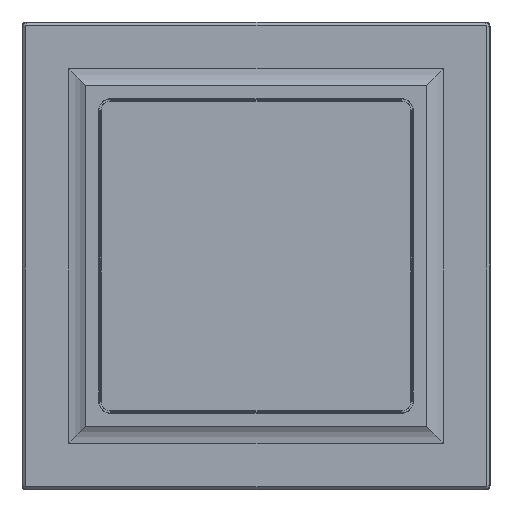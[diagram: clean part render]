
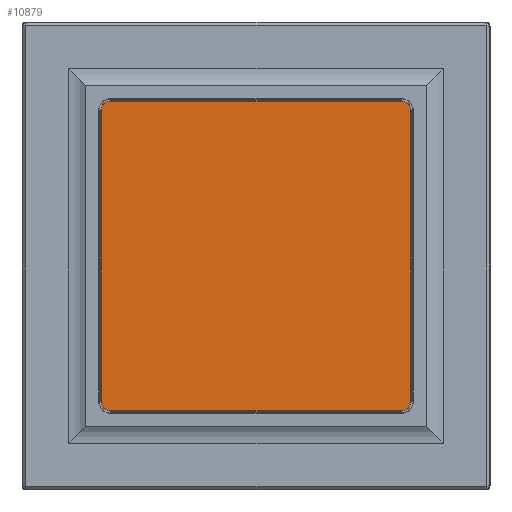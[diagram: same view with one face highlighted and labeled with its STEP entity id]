
A CAD part, top view. The second image highlights one B-rep face of the part: STEP entity #10879.
In plain terms, the highlighted planar face has unit normal (0, 0, 1).
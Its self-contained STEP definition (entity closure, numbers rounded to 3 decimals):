
#395 = CARTESIAN_POINT ( 'NONE',  ( 15.101, 68.1, 1.499 ) ) ;
#422 = LINE ( 'NONE', #2139, #9689 ) ;
#563 = DIRECTION ( 'NONE',  ( 0., 0., 1. ) ) ;
#795 = DIRECTION ( 'NONE',  ( 1., 0., 0. ) ) ;
#1326 = ORIENTED_EDGE ( 'NONE', *, *, #8417, .T. ) ;
#1655 = ORIENTED_EDGE ( 'NONE', *, *, #14710, .T. ) ;
#1783 = PLANE ( 'NONE',  #7519 ) ;
#1925 = AXIS2_PLACEMENT_3D ( 'NONE', #14927, #12864, #18227 ) ;
#2108 = CARTESIAN_POINT ( 'NONE',  ( 69.051, 68.1, 1.499 ) ) ;
#2139 = CARTESIAN_POINT ( 'NONE',  ( 15.101, 69.85, 1.499 ) ) ;
#2159 = CARTESIAN_POINT ( 'NONE',  ( 13.351, 68.1, 1.499 ) ) ;
#2273 = CIRCLE ( 'NONE', #18986, 1.75 ) ;
#2359 = DIRECTION ( 'NONE',  ( -1., 0., 0. ) ) ;
#2673 = EDGE_CURVE ( 'NONE', #6515, #3943, #9034, .T. ) ;
#2888 = CARTESIAN_POINT ( 'NONE',  ( 15.101, 69.85, 1.499 ) ) ;
#3234 = EDGE_CURVE ( 'NONE', #12446, #5488, #18847, .T. ) ;
#3254 = CARTESIAN_POINT ( 'NONE',  ( 69.051, 68.1, 1.499 ) ) ;
#3943 = VERTEX_POINT ( 'NONE', #22496 ) ;
#4040 = CARTESIAN_POINT ( 'NONE',  ( 15.101, 14.15, 1.499 ) ) ;
#5154 = CIRCLE ( 'NONE', #12040, 1.75 ) ;
#5488 = VERTEX_POINT ( 'NONE', #2108 ) ;
#5643 = DIRECTION ( 'NONE',  ( 0., 0., 1. ) ) ;
#6437 = ORIENTED_EDGE ( 'NONE', *, *, #3234, .T. ) ;
#6515 = VERTEX_POINT ( 'NONE', #2159 ) ;
#6548 = CARTESIAN_POINT ( 'NONE',  ( 67.301, 68.1, 1.499 ) ) ;
#7040 = VECTOR ( 'NONE', #10756, 1000. ) ;
#7069 = EDGE_CURVE ( 'NONE', #5488, #13552, #5154, .T. ) ;
#7269 = LINE ( 'NONE', #7375, #12978 ) ;
#7329 = ORIENTED_EDGE ( 'NONE', *, *, #8819, .T. ) ;
#7375 = CARTESIAN_POINT ( 'NONE',  ( 67.301, 14.15, 1.499 ) ) ;
#7519 = AXIS2_PLACEMENT_3D ( 'NONE', #15887, #18957, #12458 ) ;
#7603 = CARTESIAN_POINT ( 'NONE',  ( 69.051, 15.9, 1.499 ) ) ;
#8029 = EDGE_CURVE ( 'NONE', #12994, #6515, #2273, .T. ) ;
#8365 = DIRECTION ( 'NONE',  ( 0., 0., 1. ) ) ;
#8417 = EDGE_CURVE ( 'NONE', #10149, #12446, #13539, .T. ) ;
#8819 = EDGE_CURVE ( 'NONE', #3943, #16235, #12093, .T. ) ;
#9034 = LINE ( 'NONE', #15959, #12811 ) ;
#9157 = ORIENTED_EDGE ( 'NONE', *, *, #2673, .T. ) ;
#9689 = VECTOR ( 'NONE', #2359, 1000. ) ;
#9831 = DIRECTION ( 'NONE',  ( 1., 0., 0. ) ) ;
#10149 = VERTEX_POINT ( 'NONE', #14675 ) ;
#10756 = DIRECTION ( 'NONE',  ( 0., 1., 0. ) ) ;
#10879 = ADVANCED_FACE ( 'NONE', ( #15766 ), #1783, .T. ) ;
#11599 = DIRECTION ( 'NONE',  ( 0., -1., 0. ) ) ;
#12040 = AXIS2_PLACEMENT_3D ( 'NONE', #6548, #8365, #9831 ) ;
#12093 = CIRCLE ( 'NONE', #19382, 1.75 ) ;
#12358 = CARTESIAN_POINT ( 'NONE',  ( 67.301, 69.85, 1.499 ) ) ;
#12446 = VERTEX_POINT ( 'NONE', #7603 ) ;
#12458 = DIRECTION ( 'NONE',  ( 1., 0., 0. ) ) ;
#12811 = VECTOR ( 'NONE', #11599, 1000. ) ;
#12864 = DIRECTION ( 'NONE',  ( 0., 0., 1. ) ) ;
#12978 = VECTOR ( 'NONE', #17594, 1000. ) ;
#12994 = VERTEX_POINT ( 'NONE', #2888 ) ;
#13022 = EDGE_LOOP ( 'NONE', ( #6437, #19957, #1655, #15515, #9157, #7329, #21459, #1326 ) ) ;
#13539 = CIRCLE ( 'NONE', #1925, 1.75 ) ;
#13552 = VERTEX_POINT ( 'NONE', #12358 ) ;
#14675 = CARTESIAN_POINT ( 'NONE',  ( 67.301, 14.15, 1.499 ) ) ;
#14710 = EDGE_CURVE ( 'NONE', #13552, #12994, #422, .T. ) ;
#14927 = CARTESIAN_POINT ( 'NONE',  ( 67.301, 15.9, 1.499 ) ) ;
#15515 = ORIENTED_EDGE ( 'NONE', *, *, #8029, .T. ) ;
#15766 = FACE_OUTER_BOUND ( 'NONE', #13022, .T. ) ;
#15887 = CARTESIAN_POINT ( 'NONE',  ( 41.201, 42., 1.499 ) ) ;
#15959 = CARTESIAN_POINT ( 'NONE',  ( 13.351, 15.9, 1.499 ) ) ;
#16101 = DIRECTION ( 'NONE',  ( 1., 0., 0. ) ) ;
#16235 = VERTEX_POINT ( 'NONE', #4040 ) ;
#17594 = DIRECTION ( 'NONE',  ( 1., 0., 0. ) ) ;
#18227 = DIRECTION ( 'NONE',  ( 1., 0., 0. ) ) ;
#18847 = LINE ( 'NONE', #3254, #7040 ) ;
#18957 = DIRECTION ( 'NONE',  ( 0., 0., 1. ) ) ;
#18986 = AXIS2_PLACEMENT_3D ( 'NONE', #395, #5643, #16101 ) ;
#19382 = AXIS2_PLACEMENT_3D ( 'NONE', #20033, #563, #795 ) ;
#19575 = EDGE_CURVE ( 'NONE', #16235, #10149, #7269, .T. ) ;
#19957 = ORIENTED_EDGE ( 'NONE', *, *, #7069, .T. ) ;
#20033 = CARTESIAN_POINT ( 'NONE',  ( 15.101, 15.9, 1.499 ) ) ;
#21459 = ORIENTED_EDGE ( 'NONE', *, *, #19575, .T. ) ;
#22496 = CARTESIAN_POINT ( 'NONE',  ( 13.351, 15.9, 1.499 ) ) ;
